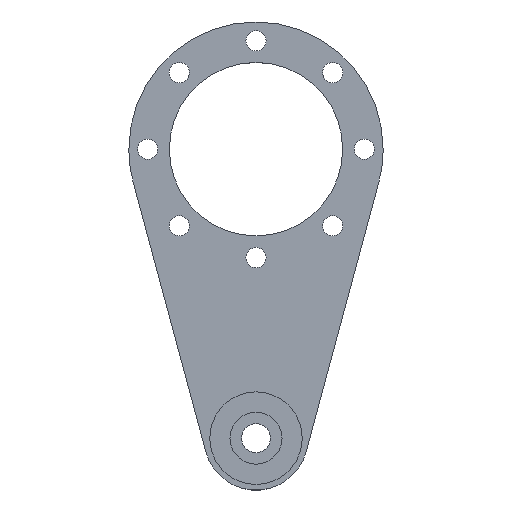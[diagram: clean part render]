
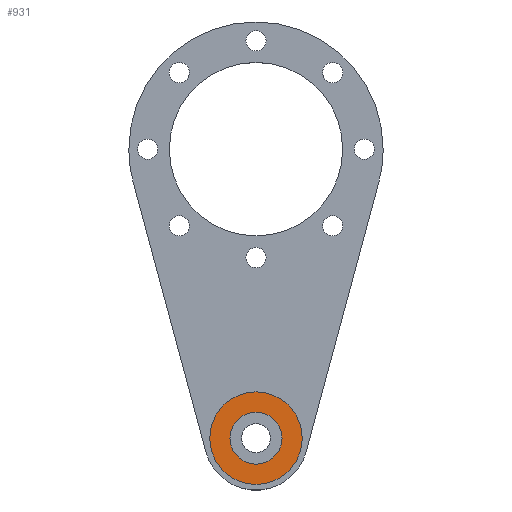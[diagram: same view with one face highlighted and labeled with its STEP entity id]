
A CAD part, top view. The second image highlights one B-rep face of the part: STEP entity #931.
In plain terms, the highlighted planar face has unit normal (0, 0, 1).
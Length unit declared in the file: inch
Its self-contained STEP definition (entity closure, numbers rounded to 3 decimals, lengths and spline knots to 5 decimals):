
#26 = ORIENTED_EDGE ( 'NONE', *, *, #372, .T. ) ;
#40 = ORIENTED_EDGE ( 'NONE', *, *, #341, .T. ) ;
#113 = VERTEX_POINT ( 'NONE', #304 ) ;
#126 = EDGE_LOOP ( 'NONE', ( #26, #183 ) ) ;
#183 = ORIENTED_EDGE ( 'NONE', *, *, #1276, .T. ) ;
#189 = DIRECTION ( 'NONE',  ( 1., 0., 0. ) ) ;
#193 = CIRCLE ( 'NONE', #1187, 0.35433 ) ;
#270 = DIRECTION ( 'NONE',  ( -1., 0., 0. ) ) ;
#282 = EDGE_LOOP ( 'NONE', ( #657, #40 ) ) ;
#304 = CARTESIAN_POINT ( 'NONE',  ( -0.62992, -3.93701, 0.35433 ) ) ;
#320 = CARTESIAN_POINT ( 'NONE',  ( 0., -3.93701, 0.35433 ) ) ;
#330 = EDGE_CURVE ( 'NONE', #1181, #113, #1026, .T. ) ;
#341 = EDGE_CURVE ( 'NONE', #113, #1181, #408, .T. ) ;
#372 = EDGE_CURVE ( 'NONE', #1103, #668, #193, .T. ) ;
#393 = DIRECTION ( 'NONE',  ( 1., 0., 0. ) ) ;
#408 = CIRCLE ( 'NONE', #568, 0.62992 ) ;
#421 = PLANE ( 'NONE',  #752 ) ;
#483 = AXIS2_PLACEMENT_3D ( 'NONE', #1199, #625, #189 ) ;
#499 = DIRECTION ( 'NONE',  ( 0., 0., 1. ) ) ;
#518 = CARTESIAN_POINT ( 'NONE',  ( 0., -3.93701, 0.35433 ) ) ;
#568 = AXIS2_PLACEMENT_3D ( 'NONE', #320, #499, #858 ) ;
#625 = DIRECTION ( 'NONE',  ( 0., 0., 1. ) ) ;
#657 = ORIENTED_EDGE ( 'NONE', *, *, #330, .T. ) ;
#668 = VERTEX_POINT ( 'NONE', #732 ) ;
#706 = DIRECTION ( 'NONE',  ( 0., 0., -1. ) ) ;
#732 = CARTESIAN_POINT ( 'NONE',  ( 0.35433, -3.93701, 0.35433 ) ) ;
#736 = CARTESIAN_POINT ( 'NONE',  ( 0., -3.93701, 0.35433 ) ) ;
#752 = AXIS2_PLACEMENT_3D ( 'NONE', #518, #787, #393 ) ;
#787 = DIRECTION ( 'NONE',  ( 0., 0., 1. ) ) ;
#858 = DIRECTION ( 'NONE',  ( 1., 0., 0. ) ) ;
#890 = CARTESIAN_POINT ( 'NONE',  ( 0., -3.93701, 0.35433 ) ) ;
#921 = DIRECTION ( 'NONE',  ( 0., 0., -1. ) ) ;
#931 = ADVANCED_FACE ( 'NONE', ( #946, #938 ), #421, .T. ) ;
#938 = FACE_OUTER_BOUND ( 'NONE', #282, .T. ) ;
#946 = FACE_BOUND ( 'NONE', #126, .T. ) ;
#951 = CARTESIAN_POINT ( 'NONE',  ( 0.62992, -3.93701, 0.35433 ) ) ;
#1026 = CIRCLE ( 'NONE', #483, 0.62992 ) ;
#1103 = VERTEX_POINT ( 'NONE', #1331 ) ;
#1129 = AXIS2_PLACEMENT_3D ( 'NONE', #736, #921, #270 ) ;
#1181 = VERTEX_POINT ( 'NONE', #951 ) ;
#1187 = AXIS2_PLACEMENT_3D ( 'NONE', #890, #706, #1310 ) ;
#1199 = CARTESIAN_POINT ( 'NONE',  ( 0., -3.93701, 0.35433 ) ) ;
#1249 = CIRCLE ( 'NONE', #1129, 0.35433 ) ;
#1276 = EDGE_CURVE ( 'NONE', #668, #1103, #1249, .T. ) ;
#1310 = DIRECTION ( 'NONE',  ( -1., 0., 0. ) ) ;
#1331 = CARTESIAN_POINT ( 'NONE',  ( -0.35433, -3.93701, 0.35433 ) ) ;
